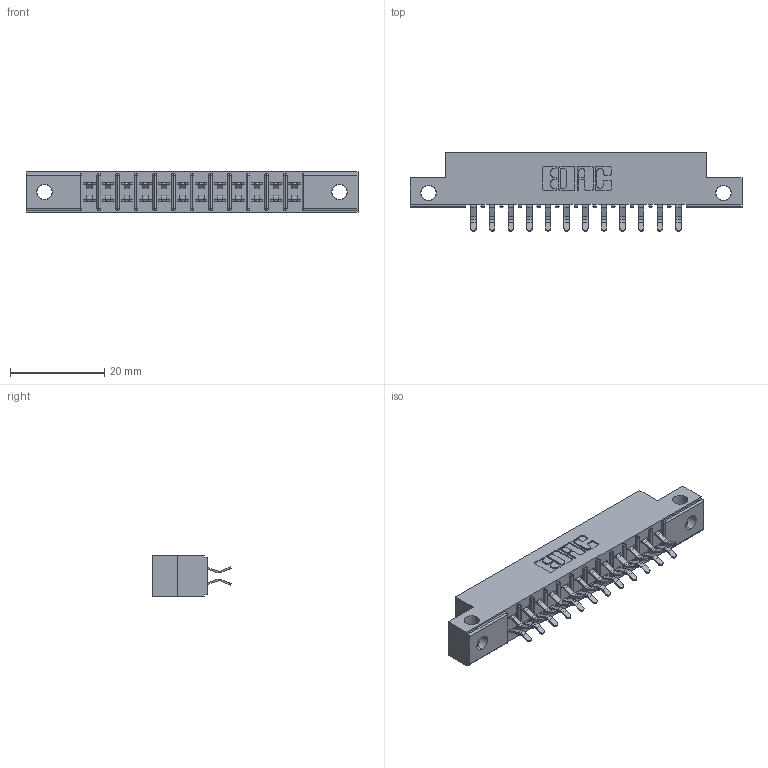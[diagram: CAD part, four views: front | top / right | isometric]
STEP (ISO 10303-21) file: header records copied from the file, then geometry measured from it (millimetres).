
FILE_DESCRIPTION (( 'STEP AP203' ), '1' );
FILE_NAME ('355-024-556-212.STEP', '2020-09-20T05:36:11', ( '' ), ( '' ), 'SwSTEP 2.0', 'SolidWorks 2020', '' );
FILE_SCHEMA (( 'CONFIG_CONTROL_DESIGN' ));
Length unit declared in the file: inch
Products named in the file (3): 355-024-556-212; 305 Part_.128 Dia; 305-290-001_556
Assembly tree (25 placements, depth 2):
  355-024-556-212
    305 Part_.128 Dia
    305-290-001_556  x24
Bounding box: 70.56 x 16.64 x 8.71 mm (x, y, z)
Volume: 4297.5 mm3; surface area: 7542.6 mm2
Topology: 25 solids, 25 shells, 1472 faces, 4228 edges, 2748 vertices
Faces by surface type: plane 812, cylinder 612, sphere 48
Entity records: 17273 total; most frequent: CARTESIAN_POINT 2910, ORIENTED_EDGE 2840, DIRECTION 2782, EDGE_CURVE 1420, LINE 1094, VECTOR 1094, VERTEX_POINT 908, AXIS2_PLACEMENT_3D 844
